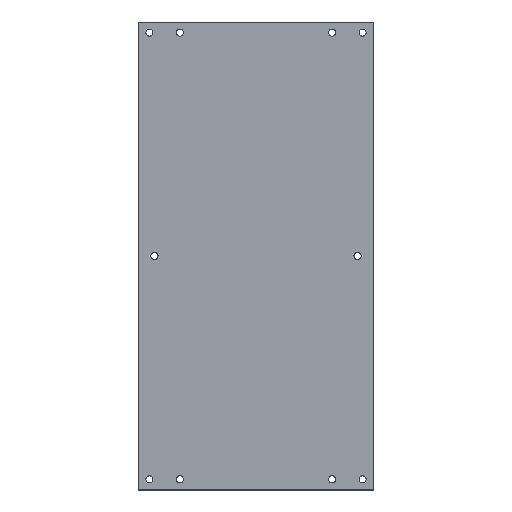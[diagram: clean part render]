
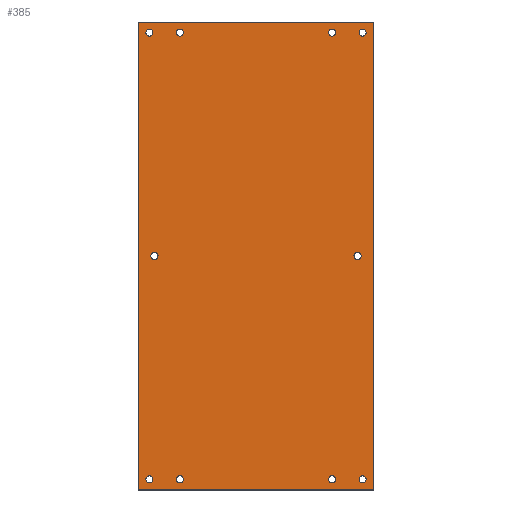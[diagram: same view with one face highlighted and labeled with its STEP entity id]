
A CAD part, top view. The second image highlights one B-rep face of the part: STEP entity #385.
In plain terms, the highlighted planar face has unit normal (0, 0, 1).
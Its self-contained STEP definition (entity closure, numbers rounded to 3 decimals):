
#15=FACE_BOUND('',#72,.T.);
#16=FACE_BOUND('',#73,.T.);
#17=FACE_BOUND('',#74,.T.);
#18=FACE_BOUND('',#75,.T.);
#19=FACE_BOUND('',#76,.T.);
#20=FACE_BOUND('',#77,.T.);
#21=FACE_BOUND('',#78,.T.);
#22=FACE_BOUND('',#79,.T.);
#23=FACE_BOUND('',#80,.T.);
#24=FACE_BOUND('',#81,.T.);
#39=PLANE('',#451);
#55=FACE_OUTER_BOUND('',#71,.T.);
#71=EDGE_LOOP('',(#323,#324,#325,#326));
#72=EDGE_LOOP('',(#327,#328));
#73=EDGE_LOOP('',(#329,#330));
#74=EDGE_LOOP('',(#331,#332));
#75=EDGE_LOOP('',(#333,#334));
#76=EDGE_LOOP('',(#335,#336));
#77=EDGE_LOOP('',(#337,#338));
#78=EDGE_LOOP('',(#339,#340));
#79=EDGE_LOOP('',(#341,#342));
#80=EDGE_LOOP('',(#343,#344));
#81=EDGE_LOOP('',(#345,#346));
#103=LINE('',#653,#125);
#107=LINE('',#661,#129);
#110=LINE('',#667,#132);
#113=LINE('',#672,#135);
#125=VECTOR('',#547,10.);
#129=VECTOR('',#553,10.);
#132=VECTOR('',#558,10.);
#135=VECTOR('',#563,10.);
#137=CIRCLE('',#408,1.75);
#138=CIRCLE('',#409,1.75);
#140=CIRCLE('',#412,1.75);
#141=CIRCLE('',#413,1.75);
#143=CIRCLE('',#416,1.75);
#144=CIRCLE('',#417,1.75);
#146=CIRCLE('',#420,1.75);
#147=CIRCLE('',#421,1.75);
#149=CIRCLE('',#424,1.75);
#150=CIRCLE('',#425,1.75);
#152=CIRCLE('',#428,1.75);
#153=CIRCLE('',#429,1.75);
#155=CIRCLE('',#432,1.75);
#156=CIRCLE('',#433,1.75);
#158=CIRCLE('',#436,1.75);
#159=CIRCLE('',#437,1.75);
#161=CIRCLE('',#440,1.75);
#162=CIRCLE('',#441,1.75);
#164=CIRCLE('',#444,1.75);
#165=CIRCLE('',#445,1.75);
#167=VERTEX_POINT('',#571);
#168=VERTEX_POINT('',#572);
#170=VERTEX_POINT('',#579);
#171=VERTEX_POINT('',#580);
#173=VERTEX_POINT('',#587);
#174=VERTEX_POINT('',#588);
#176=VERTEX_POINT('',#595);
#177=VERTEX_POINT('',#596);
#179=VERTEX_POINT('',#603);
#180=VERTEX_POINT('',#604);
#182=VERTEX_POINT('',#611);
#183=VERTEX_POINT('',#612);
#185=VERTEX_POINT('',#619);
#186=VERTEX_POINT('',#620);
#188=VERTEX_POINT('',#627);
#189=VERTEX_POINT('',#628);
#191=VERTEX_POINT('',#635);
#192=VERTEX_POINT('',#636);
#194=VERTEX_POINT('',#643);
#195=VERTEX_POINT('',#644);
#197=VERTEX_POINT('',#651);
#198=VERTEX_POINT('',#652);
#201=VERTEX_POINT('',#660);
#203=VERTEX_POINT('',#666);
#205=EDGE_CURVE('',#167,#168,#137,.T.);
#206=EDGE_CURVE('',#168,#167,#138,.T.);
#209=EDGE_CURVE('',#170,#171,#140,.T.);
#210=EDGE_CURVE('',#171,#170,#141,.T.);
#213=EDGE_CURVE('',#173,#174,#143,.T.);
#214=EDGE_CURVE('',#174,#173,#144,.T.);
#217=EDGE_CURVE('',#176,#177,#146,.T.);
#218=EDGE_CURVE('',#177,#176,#147,.T.);
#221=EDGE_CURVE('',#179,#180,#149,.T.);
#222=EDGE_CURVE('',#180,#179,#150,.T.);
#225=EDGE_CURVE('',#182,#183,#152,.T.);
#226=EDGE_CURVE('',#183,#182,#153,.T.);
#229=EDGE_CURVE('',#185,#186,#155,.T.);
#230=EDGE_CURVE('',#186,#185,#156,.T.);
#233=EDGE_CURVE('',#188,#189,#158,.T.);
#234=EDGE_CURVE('',#189,#188,#159,.T.);
#237=EDGE_CURVE('',#191,#192,#161,.T.);
#238=EDGE_CURVE('',#192,#191,#162,.T.);
#241=EDGE_CURVE('',#194,#195,#164,.T.);
#242=EDGE_CURVE('',#195,#194,#165,.T.);
#245=EDGE_CURVE('',#197,#198,#103,.T.);
#249=EDGE_CURVE('',#198,#201,#107,.T.);
#252=EDGE_CURVE('',#201,#203,#110,.T.);
#255=EDGE_CURVE('',#203,#197,#113,.T.);
#323=ORIENTED_EDGE('',*,*,#245,.F.);
#324=ORIENTED_EDGE('',*,*,#255,.F.);
#325=ORIENTED_EDGE('',*,*,#252,.F.);
#326=ORIENTED_EDGE('',*,*,#249,.F.);
#327=ORIENTED_EDGE('',*,*,#205,.T.);
#328=ORIENTED_EDGE('',*,*,#206,.T.);
#329=ORIENTED_EDGE('',*,*,#209,.T.);
#330=ORIENTED_EDGE('',*,*,#210,.T.);
#331=ORIENTED_EDGE('',*,*,#213,.T.);
#332=ORIENTED_EDGE('',*,*,#214,.T.);
#333=ORIENTED_EDGE('',*,*,#217,.T.);
#334=ORIENTED_EDGE('',*,*,#218,.T.);
#335=ORIENTED_EDGE('',*,*,#221,.T.);
#336=ORIENTED_EDGE('',*,*,#222,.T.);
#337=ORIENTED_EDGE('',*,*,#225,.T.);
#338=ORIENTED_EDGE('',*,*,#226,.T.);
#339=ORIENTED_EDGE('',*,*,#229,.T.);
#340=ORIENTED_EDGE('',*,*,#230,.T.);
#341=ORIENTED_EDGE('',*,*,#233,.T.);
#342=ORIENTED_EDGE('',*,*,#234,.T.);
#343=ORIENTED_EDGE('',*,*,#237,.T.);
#344=ORIENTED_EDGE('',*,*,#238,.T.);
#345=ORIENTED_EDGE('',*,*,#241,.T.);
#346=ORIENTED_EDGE('',*,*,#242,.T.);
#385=ADVANCED_FACE('',(#55,#15,#16,#17,#18,#19,#20,#21,#22,#23,#24),#39,
 .T.);
#408=AXIS2_PLACEMENT_3D('',#573,#457,#458);
#409=AXIS2_PLACEMENT_3D('',#574,#459,#460);
#412=AXIS2_PLACEMENT_3D('',#581,#466,#467);
#413=AXIS2_PLACEMENT_3D('',#582,#468,#469);
#416=AXIS2_PLACEMENT_3D('',#589,#475,#476);
#417=AXIS2_PLACEMENT_3D('',#590,#477,#478);
#420=AXIS2_PLACEMENT_3D('',#597,#484,#485);
#421=AXIS2_PLACEMENT_3D('',#598,#486,#487);
#424=AXIS2_PLACEMENT_3D('',#605,#493,#494);
#425=AXIS2_PLACEMENT_3D('',#606,#495,#496);
#428=AXIS2_PLACEMENT_3D('',#613,#502,#503);
#429=AXIS2_PLACEMENT_3D('',#614,#504,#505);
#432=AXIS2_PLACEMENT_3D('',#621,#511,#512);
#433=AXIS2_PLACEMENT_3D('',#622,#513,#514);
#436=AXIS2_PLACEMENT_3D('',#629,#520,#521);
#437=AXIS2_PLACEMENT_3D('',#630,#522,#523);
#440=AXIS2_PLACEMENT_3D('',#637,#529,#530);
#441=AXIS2_PLACEMENT_3D('',#638,#531,#532);
#444=AXIS2_PLACEMENT_3D('',#645,#538,#539);
#445=AXIS2_PLACEMENT_3D('',#646,#540,#541);
#451=AXIS2_PLACEMENT_3D('',#674,#565,#566);
#457=DIRECTION('center_axis',(0.,0.,-1.));
#458=DIRECTION('ref_axis',(1.,0.,0.));
#459=DIRECTION('center_axis',(0.,0.,-1.));
#460=DIRECTION('ref_axis',(1.,0.,0.));
#466=DIRECTION('center_axis',(0.,0.,-1.));
#467=DIRECTION('ref_axis',(1.,0.,0.));
#468=DIRECTION('center_axis',(0.,0.,-1.));
#469=DIRECTION('ref_axis',(1.,0.,0.));
#475=DIRECTION('center_axis',(0.,0.,-1.));
#476=DIRECTION('ref_axis',(1.,0.,0.));
#477=DIRECTION('center_axis',(0.,0.,-1.));
#478=DIRECTION('ref_axis',(1.,0.,0.));
#484=DIRECTION('center_axis',(0.,0.,-1.));
#485=DIRECTION('ref_axis',(1.,0.,0.));
#486=DIRECTION('center_axis',(0.,0.,-1.));
#487=DIRECTION('ref_axis',(1.,0.,0.));
#493=DIRECTION('center_axis',(0.,0.,-1.));
#494=DIRECTION('ref_axis',(1.,0.,0.));
#495=DIRECTION('center_axis',(0.,0.,-1.));
#496=DIRECTION('ref_axis',(1.,0.,0.));
#502=DIRECTION('center_axis',(0.,0.,-1.));
#503=DIRECTION('ref_axis',(1.,0.,0.));
#504=DIRECTION('center_axis',(0.,0.,-1.));
#505=DIRECTION('ref_axis',(1.,0.,0.));
#511=DIRECTION('center_axis',(0.,0.,-1.));
#512=DIRECTION('ref_axis',(1.,0.,0.));
#513=DIRECTION('center_axis',(0.,0.,-1.));
#514=DIRECTION('ref_axis',(1.,0.,0.));
#520=DIRECTION('center_axis',(0.,0.,-1.));
#521=DIRECTION('ref_axis',(1.,0.,0.));
#522=DIRECTION('center_axis',(0.,0.,-1.));
#523=DIRECTION('ref_axis',(1.,0.,0.));
#529=DIRECTION('center_axis',(0.,0.,-1.));
#530=DIRECTION('ref_axis',(1.,0.,0.));
#531=DIRECTION('center_axis',(0.,0.,-1.));
#532=DIRECTION('ref_axis',(1.,0.,0.));
#538=DIRECTION('center_axis',(0.,0.,-1.));
#539=DIRECTION('ref_axis',(1.,0.,0.));
#540=DIRECTION('center_axis',(0.,0.,-1.));
#541=DIRECTION('ref_axis',(1.,0.,0.));
#547=DIRECTION('',(0.,-1.,0.));
#553=DIRECTION('',(-1.,0.,0.));
#558=DIRECTION('',(0.,1.,0.));
#563=DIRECTION('',(1.,0.,0.));
#565=DIRECTION('center_axis',(0.,0.,1.));
#566=DIRECTION('ref_axis',(1.,0.,0.));
#571=CARTESIAN_POINT('',(51.75,0.,2.));
#572=CARTESIAN_POINT('',(48.25,0.,2.));
#573=CARTESIAN_POINT('Origin',(50.,0.,2.));
#574=CARTESIAN_POINT('Origin',(50.,0.,2.));
#579=CARTESIAN_POINT('',(-48.25,0.,2.));
#580=CARTESIAN_POINT('',(-51.75,0.,2.));
#581=CARTESIAN_POINT('Origin',(-50.,0.,2.));
#582=CARTESIAN_POINT('Origin',(-50.,0.,2.));
#587=CARTESIAN_POINT('',(-50.75,-110.,2.));
#588=CARTESIAN_POINT('',(-54.25,-110.,2.));
#589=CARTESIAN_POINT('Origin',(-52.5,-110.,2.));
#590=CARTESIAN_POINT('Origin',(-52.5,-110.,2.));
#595=CARTESIAN_POINT('',(-35.75,-110.,2.));
#596=CARTESIAN_POINT('',(-39.25,-110.,2.));
#597=CARTESIAN_POINT('Origin',(-37.5,-110.,2.));
#598=CARTESIAN_POINT('Origin',(-37.5,-110.,2.));
#603=CARTESIAN_POINT('',(39.25,-110.,2.));
#604=CARTESIAN_POINT('',(35.75,-110.,2.));
#605=CARTESIAN_POINT('Origin',(37.5,-110.,2.));
#606=CARTESIAN_POINT('Origin',(37.5,-110.,2.));
#611=CARTESIAN_POINT('',(54.25,-110.,2.));
#612=CARTESIAN_POINT('',(50.75,-110.,2.));
#613=CARTESIAN_POINT('Origin',(52.5,-110.,2.));
#614=CARTESIAN_POINT('Origin',(52.5,-110.,2.));
#619=CARTESIAN_POINT('',(54.25,110.,2.));
#620=CARTESIAN_POINT('',(50.75,110.,2.));
#621=CARTESIAN_POINT('Origin',(52.5,110.,2.));
#622=CARTESIAN_POINT('Origin',(52.5,110.,2.));
#627=CARTESIAN_POINT('',(39.25,110.,2.));
#628=CARTESIAN_POINT('',(35.75,110.,2.));
#629=CARTESIAN_POINT('Origin',(37.5,110.,2.));
#630=CARTESIAN_POINT('Origin',(37.5,110.,2.));
#635=CARTESIAN_POINT('',(-35.75,110.,2.));
#636=CARTESIAN_POINT('',(-39.25,110.,2.));
#637=CARTESIAN_POINT('Origin',(-37.5,110.,2.));
#638=CARTESIAN_POINT('Origin',(-37.5,110.,2.));
#643=CARTESIAN_POINT('',(-50.75,110.,2.));
#644=CARTESIAN_POINT('',(-54.25,110.,2.));
#645=CARTESIAN_POINT('Origin',(-52.5,110.,2.));
#646=CARTESIAN_POINT('Origin',(-52.5,110.,2.));
#651=CARTESIAN_POINT('',(58.,115.25,2.));
#652=CARTESIAN_POINT('',(58.,-115.25,2.));
#653=CARTESIAN_POINT('',(58.,115.25,2.));
#660=CARTESIAN_POINT('',(-58.,-115.25,2.));
#661=CARTESIAN_POINT('',(58.,-115.25,2.));
#666=CARTESIAN_POINT('',(-58.,115.25,2.));
#667=CARTESIAN_POINT('',(-58.,-115.25,2.));
#672=CARTESIAN_POINT('',(-58.,115.25,2.));
#674=CARTESIAN_POINT('Origin',(0.,0.,
2.));
